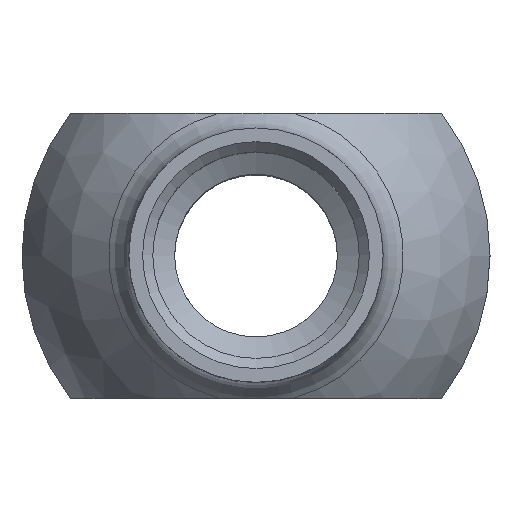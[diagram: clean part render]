
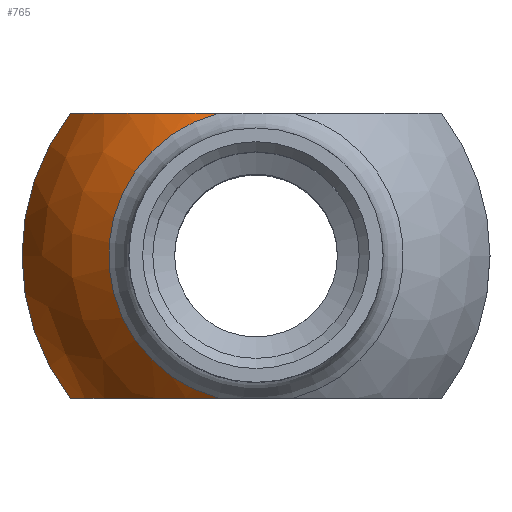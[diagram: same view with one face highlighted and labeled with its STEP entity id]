
A CAD part, top view. The second image highlights one B-rep face of the part: STEP entity #765.
In plain terms, the highlighted spherical face has radius 12 mm.
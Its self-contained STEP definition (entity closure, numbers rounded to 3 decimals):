
#683=CARTESIAN_POINT('',(-15.352,3.807,9.569));
#684=VERTEX_POINT('',#683);
#707=CARTESIAN_POINT('',(-15.352,17.807,9.569));
#708=VERTEX_POINT('',#707);
#722=CARTESIAN_POINT('',(-13.498,10.807,9.569));
#723=DIRECTION('',(0.0,0.0,1.0));
#724=DIRECTION('',(-1.0,0.0,0.0));
#725=AXIS2_PLACEMENT_3D('',#722,#723,#724);
#726=CIRCLE('',#725,7.241);
#727=EDGE_CURVE('',#708,#684,#726,.T.);
#732=CARTESIAN_POINT('',(-13.498,10.807,0.0));
#733=DIRECTION('',(0.0,0.0,1.0));
#734=DIRECTION('',(1.0,0.0,0.0));
#735=AXIS2_PLACEMENT_3D('',#732,#733,#734);
#736=SPHERICAL_SURFACE('',#735,12.);
#737=ORIENTED_EDGE('',*,*,#727,.F.);
#738=CARTESIAN_POINT('',(-22.622,17.807,3.428));
#739=VERTEX_POINT('',#738);
#740=CARTESIAN_POINT('',(-13.498,17.807,0.0));
#741=DIRECTION('',(0.0,-1.0,0.0));
#742=DIRECTION('',(0.0,0.0,1.0));
#743=AXIS2_PLACEMENT_3D('',#740,#741,#742);
#744=CIRCLE('',#743,9.747);
#745=EDGE_CURVE('',#708,#739,#744,.T.);
#746=ORIENTED_EDGE('',*,*,#745,.T.);
#747=CARTESIAN_POINT('',(-22.622,3.807,3.428));
#748=VERTEX_POINT('',#747);
#749=CARTESIAN_POINT('',(-13.498,10.807,3.428));
#750=DIRECTION('',(0.0,0.0,-1.0));
#751=DIRECTION('',(-1.0,0.0,0.0));
#752=AXIS2_PLACEMENT_3D('',#749,#750,#751);
#753=CIRCLE('',#752,11.5);
#754=EDGE_CURVE('',#748,#739,#753,.T.);
#755=ORIENTED_EDGE('',*,*,#754,.F.);
#756=CARTESIAN_POINT('',(-13.498,3.807,0.0));
#757=DIRECTION('',(0.0,1.0,0.0));
#758=DIRECTION('',(0.0,0.0,-1.0));
#759=AXIS2_PLACEMENT_3D('',#756,#757,#758);
#760=CIRCLE('',#759,9.747);
#761=EDGE_CURVE('',#748,#684,#760,.T.);
#762=ORIENTED_EDGE('',*,*,#761,.T.);
#763=EDGE_LOOP('',(#737,#746,#755,#762));
#764=FACE_OUTER_BOUND('',#763,.T.);
#765=ADVANCED_FACE('',(#764),#736,.T.);
